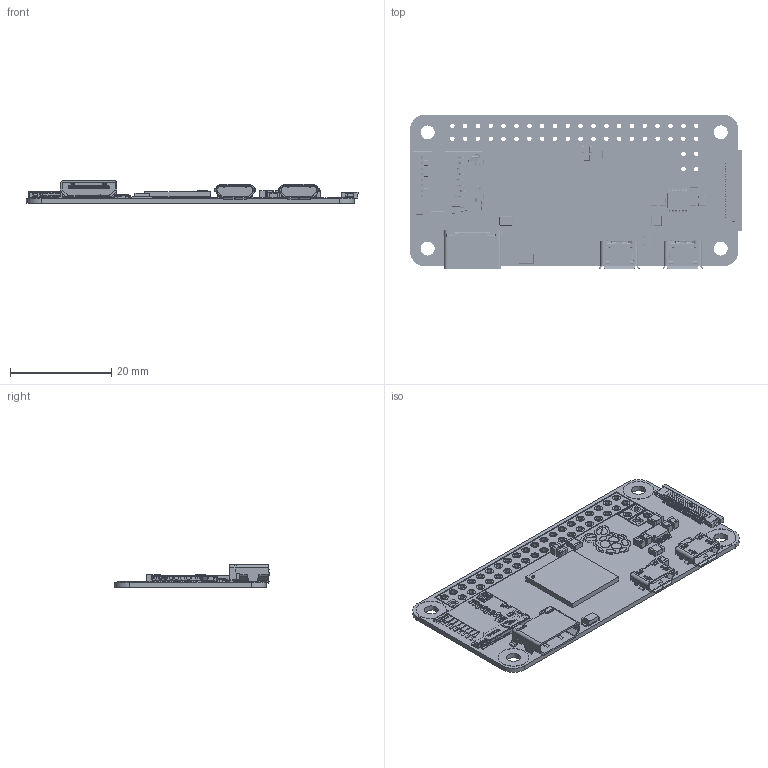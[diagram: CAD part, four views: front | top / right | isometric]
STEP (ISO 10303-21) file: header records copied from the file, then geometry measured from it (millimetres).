
FILE_DESCRIPTION (( 'STEP AP214' ), '1' );
FILE_NAME ('Raspberry_Pi_Zero_V1.3.STEP', '2019-04-24T12:47:41', ( 'SERGEIK' ), ( '' ), 'SwSTEP 2.0', 'SolidWorks 2017', '' );
FILE_SCHEMA (( 'AUTOMOTIVE_DESIGN' ));
Length unit declared in the file: millimetre
Products named in the file (1): Raspberry_Pi_Zero_V1.3
Bounding box: 65.7 x 30.6 x 4.49 mm (x, y, z)
Volume: 2468.6 mm3; surface area: 7112.5 mm2
Topology: 27 solids, 27 shells, 6593 faces, 19361 edges, 12512 vertices
Faces by surface type: plane 4096, cylinder 1856, sphere 512, bspline 107, cone 18, torus 4
Entity records: 255810 total; most frequent: CARTESIAN_POINT 45390, ORIENTED_EDGE 36634, DIRECTION 33398, EDGE_CURVE 18317, VECTOR 12974, LINE 12974, VERTEX_POINT 11984, AXIS2_PLACEMENT_3D 10212
